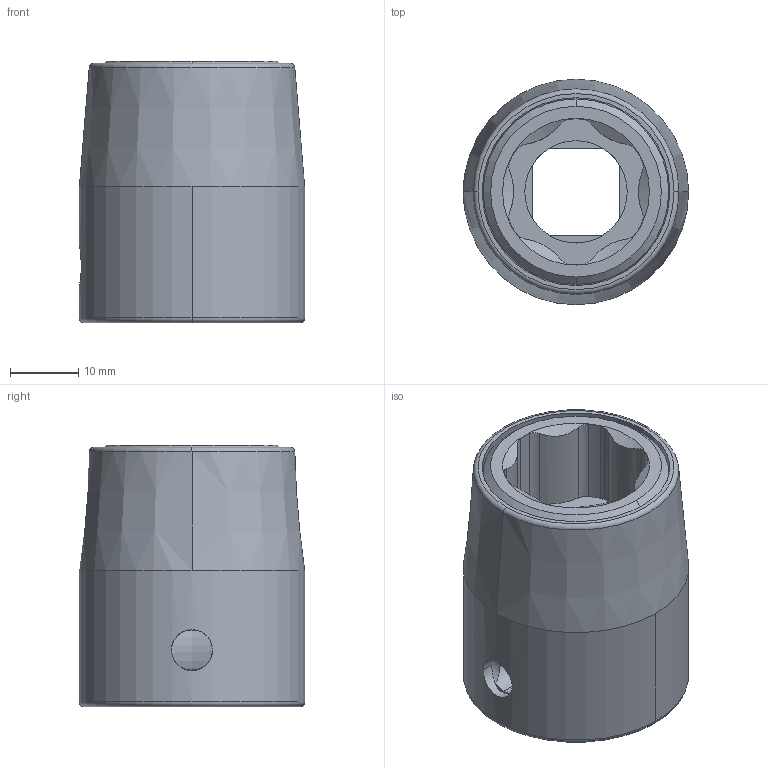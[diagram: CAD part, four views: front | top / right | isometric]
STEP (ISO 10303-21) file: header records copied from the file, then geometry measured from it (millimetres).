
FILE_DESCRIPTION((''),'2;1');
FILE_NAME('4027131118_ASM','2023-08-22T08:24:58',('A00565553'),(''),'CREO PARAMETRIC BY PTC INC, 2022414','CREO PARAMETRIC BY PTC INC, 2022414','');
FILE_SCHEMA(('CONFIG_CONTROL_DESIGN','GEOMETRIC_VALIDATION_PROPERTIES_MIM'));
Length unit declared in the file: millimetre
Products named in the file (3): 4027130818; 4027040589; 4027131118_ASM
Assembly tree (2 placements, depth 2):
  4027131118_ASM
    4027130818
    4027040589
Bounding box: 33 x 33 x 38.3 mm (x, y, z)
Volume: 20874.3 mm3; surface area: 14259 mm2
Topology: 2 solids, 2 shells, 92 faces, 242 edges, 152 vertices
Faces by surface type: cylinder 46, plane 21, cone 16, torus 9
Entity records: 4090 total; most frequent: CARTESIAN_POINT 836, DIRECTION 504, ORIENTED_EDGE 484, PRESENTATION_STYLE_ASSIGNMENT 244, STYLED_ITEM 244, CURVE_STYLE 242, EDGE_CURVE 242, AXIS2_PLACEMENT_3D 211
